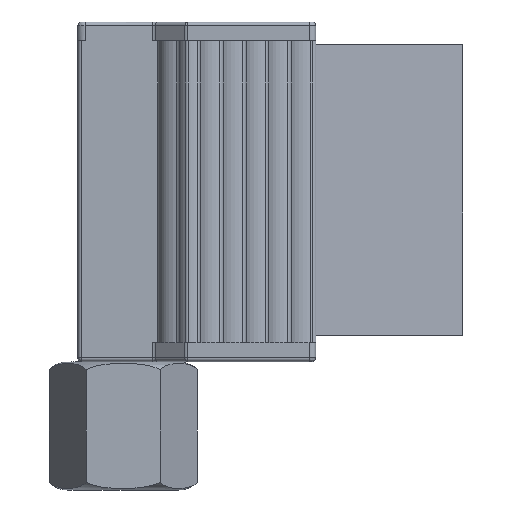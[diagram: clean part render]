
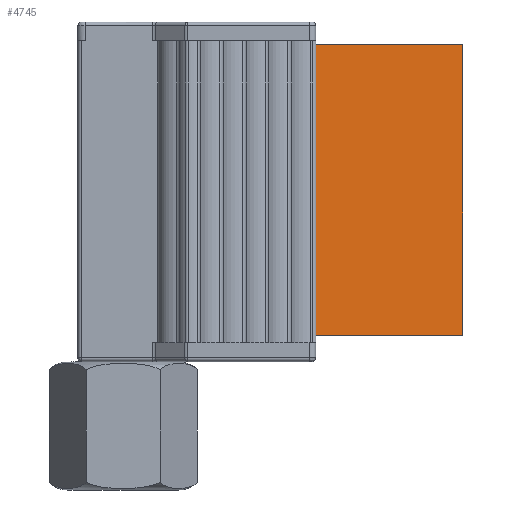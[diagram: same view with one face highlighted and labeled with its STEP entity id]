
A CAD part, left-side view. The second image highlights one B-rep face of the part: STEP entity #4745.
In plain terms, the highlighted planar face has unit normal (-0.996, -0.089, 0).
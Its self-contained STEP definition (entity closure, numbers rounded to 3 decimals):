
#257=CARTESIAN_POINT('',(-5.584,-25.,19.5));
#258=VERTEX_POINT('',#257);
#273=CARTESIAN_POINT('',(-5.584,-25.,-19.));
#274=VERTEX_POINT('',#273);
#281=CARTESIAN_POINT('',(-5.584,-25.,19.5));
#282=DIRECTION('',(0.0,0.0,-1.0));
#283=VECTOR('',#282,38.5);
#284=LINE('',#281,#283);
#285=EDGE_CURVE('',#258,#274,#284,.T.);
#730=CARTESIAN_POINT('',(-3.786,-45.005,19.5));
#731=VERTEX_POINT('',#730);
#732=CARTESIAN_POINT('',(-3.786,-45.005,19.5));
#733=DIRECTION('',(-0.089,0.996,0.0));
#734=VECTOR('',#733,20.085);
#735=LINE('',#732,#734);
#736=EDGE_CURVE('',#731,#258,#735,.T.);
#4712=CARTESIAN_POINT('',(-3.786,-45.005,-19.));
#4713=VERTEX_POINT('',#4712);
#4714=CARTESIAN_POINT('',(-3.786,-45.005,19.5));
#4715=DIRECTION('',(0.0,0.0,-1.0));
#4716=VECTOR('',#4715,38.5);
#4717=LINE('',#4714,#4716);
#4718=EDGE_CURVE('',#731,#4713,#4717,.T.);
#4729=CARTESIAN_POINT('',(-6.555,-14.189,19.5));
#4730=DIRECTION('',(-0.996,-0.089,0.));
#4731=DIRECTION('',(0.0,0.0,1.0));
#4732=AXIS2_PLACEMENT_3D('',#4729,#4730,#4731);
#4733=PLANE('',#4732);
#4734=ORIENTED_EDGE('',*,*,#285,.T.);
#4735=CARTESIAN_POINT('',(-5.584,-25.,-19.));
#4736=DIRECTION('',(0.089,-0.996,0.0));
#4737=VECTOR('',#4736,20.085);
#4738=LINE('',#4735,#4737);
#4739=EDGE_CURVE('',#274,#4713,#4738,.T.);
#4740=ORIENTED_EDGE('',*,*,#4739,.T.);
#4741=ORIENTED_EDGE('',*,*,#4718,.F.);
#4742=ORIENTED_EDGE('',*,*,#736,.T.);
#4743=EDGE_LOOP('',(#4734,#4740,#4741,#4742));
#4744=FACE_OUTER_BOUND('',#4743,.T.);
#4745=ADVANCED_FACE('',(#4744),#4733,.T.);
